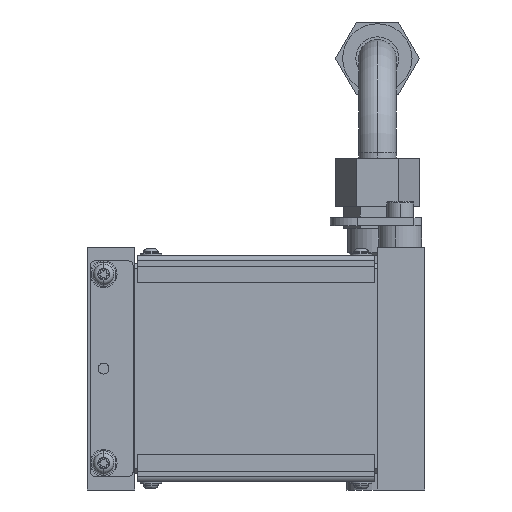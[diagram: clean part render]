
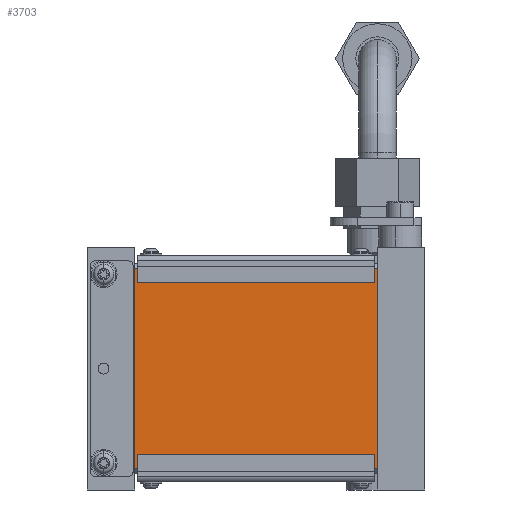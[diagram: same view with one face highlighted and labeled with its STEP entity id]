
A CAD part, left-side view. The second image highlights one B-rep face of the part: STEP entity #3703.
In plain terms, the highlighted planar face has unit normal (-1, 0, 0).
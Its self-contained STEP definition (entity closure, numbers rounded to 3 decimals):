
#938 = ORIENTED_EDGE ( 'NONE', *, *, #13887, .T. ) ;
#1004 = CARTESIAN_POINT ( 'NONE',  ( -113., 45., -37. ) ) ;
#1499 = DIRECTION ( 'NONE',  ( 0., 0., 1. ) ) ;
#1507 = CARTESIAN_POINT ( 'NONE',  ( -113., 45., -37. ) ) ;
#2090 = FACE_OUTER_BOUND ( 'NONE', #3377, .T. ) ;
#2108 = VECTOR ( 'NONE', #5306, 1000. ) ;
#2168 = VERTEX_POINT ( 'NONE', #7198 ) ;
#2397 = CARTESIAN_POINT ( 'NONE',  ( -113., -45., -37. ) ) ;
#2648 = CARTESIAN_POINT ( 'NONE',  ( -113., 45., 37. ) ) ;
#3279 = EDGE_CURVE ( 'NONE', #2168, #11005, #17585, .T. ) ;
#3377 = EDGE_LOOP ( 'NONE', ( #15287, #7616, #938, #6082 ) ) ;
#3385 = EDGE_CURVE ( 'NONE', #13767, #3762, #12730, .T. ) ;
#3703 = ADVANCED_FACE ( 'NONE', ( #2090 ), #3746, .F. ) ;
#3746 = PLANE ( 'NONE',  #9404 ) ;
#3762 = VERTEX_POINT ( 'NONE', #2397 ) ;
#3873 = CARTESIAN_POINT ( 'NONE',  ( -113., -45., -45. ) ) ;
#4914 = LINE ( 'NONE', #3873, #7907 ) ;
#5306 = DIRECTION ( 'NONE',  ( 0., 1., 0. ) ) ;
#6082 = ORIENTED_EDGE ( 'NONE', *, *, #3279, .T. ) ;
#6417 = DIRECTION ( 'NONE',  ( 1., 0., 0. ) ) ;
#7198 = CARTESIAN_POINT ( 'NONE',  ( -113., -45., 37. ) ) ;
#7616 = ORIENTED_EDGE ( 'NONE', *, *, #3385, .T. ) ;
#7685 = DIRECTION ( 'NONE',  ( 0., 0., -1. ) ) ;
#7907 = VECTOR ( 'NONE', #13531, 1000. ) ;
#8268 = CARTESIAN_POINT ( 'NONE',  ( -113., 45., -45. ) ) ;
#9073 = LINE ( 'NONE', #8268, #10384 ) ;
#9245 = CARTESIAN_POINT ( 'NONE',  ( -113., 45., 37. ) ) ;
#9404 = AXIS2_PLACEMENT_3D ( 'NONE', #15879, #6417, #7685 ) ;
#9497 = DIRECTION ( 'NONE',  ( 0., -1., 0. ) ) ;
#10384 = VECTOR ( 'NONE', #1499, 1000. ) ;
#11005 = VERTEX_POINT ( 'NONE', #9245 ) ;
#11169 = EDGE_CURVE ( 'NONE', #13767, #11005, #9073, .T. ) ;
#12730 = LINE ( 'NONE', #1507, #13372 ) ;
#13372 = VECTOR ( 'NONE', #9497, 1000. ) ;
#13531 = DIRECTION ( 'NONE',  ( 0., 0., 1. ) ) ;
#13767 = VERTEX_POINT ( 'NONE', #1004 ) ;
#13887 = EDGE_CURVE ( 'NONE', #3762, #2168, #4914, .T. ) ;
#15287 = ORIENTED_EDGE ( 'NONE', *, *, #11169, .F. ) ;
#15879 = CARTESIAN_POINT ( 'NONE',  ( -113., 45., -45. ) ) ;
#17585 = LINE ( 'NONE', #2648, #2108 ) ;
